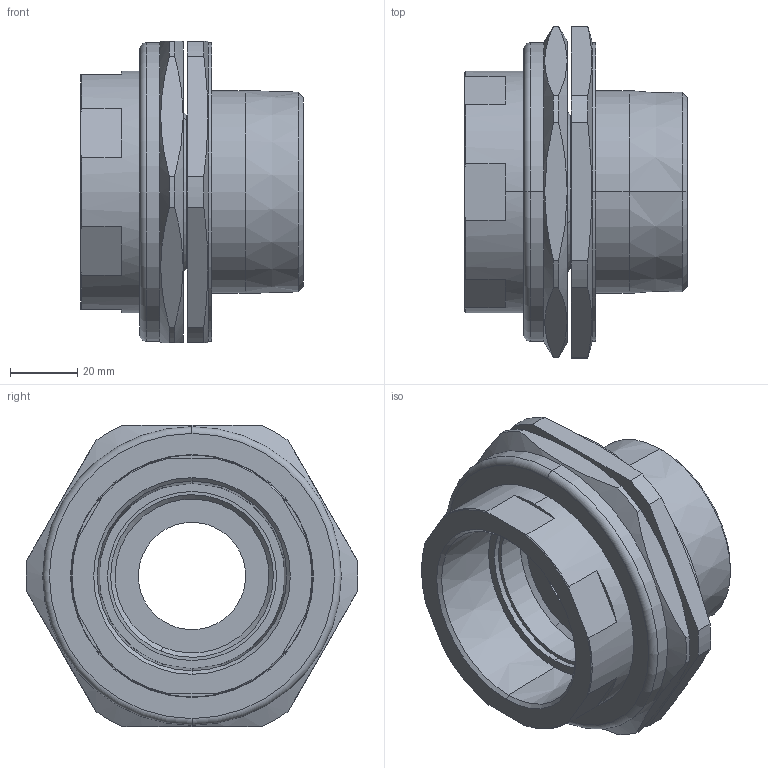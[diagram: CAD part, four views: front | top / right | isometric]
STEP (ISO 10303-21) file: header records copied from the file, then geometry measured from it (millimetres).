
FILE_DESCRIPTION (( 'STEP AP203' ), '1' );
FILE_NAME ('PX780REXDT6T6.STEP', '2017-09-26T12:56:47', ( '' ), ( '' ), 'SwSTEP 2.0', 'SolidWorks 2017', '' );
FILE_SCHEMA (( 'CONFIG_CONTROL_DESIGN' ));
Length unit declared in the file: millimetre
Products named in the file (1): PX780REXDT6T6
Bounding box: 66.22 x 98.95 x 90 mm (x, y, z)
Surface area: 47891.3 mm2 (no closed solid volume)
Topology: 0 solids, 6 shells, 102 faces, 258 edges, 168 vertices
Faces by surface type: plane 36, cone 32, cylinder 32, torus 2
Entity records: 3336 total; most frequent: CARTESIAN_POINT 773, DIRECTION 548, ORIENTED_EDGE 492, EDGE_CURVE 258, AXIS2_PLACEMENT_3D 227, VERTEX_POINT 168, CIRCLE 124, EDGE_LOOP 114
